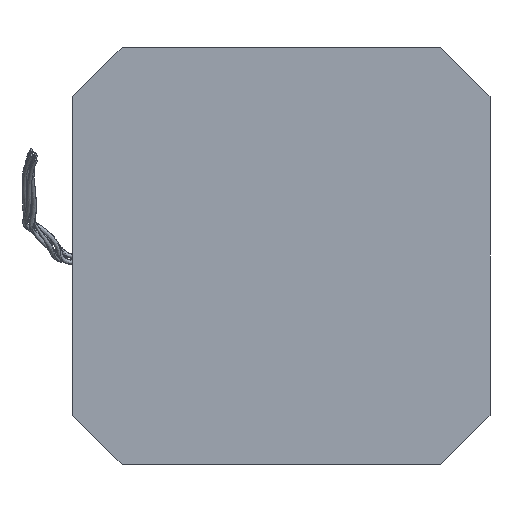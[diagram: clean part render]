
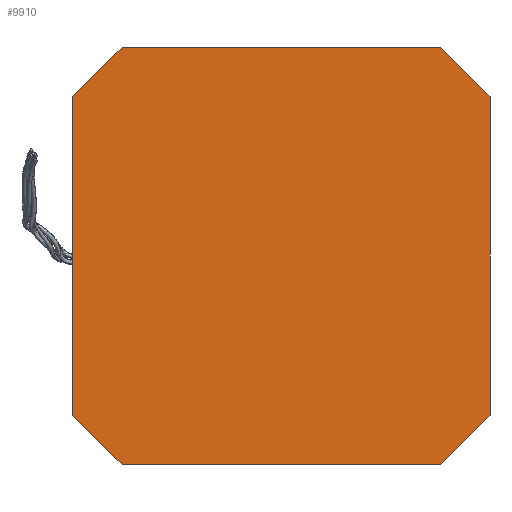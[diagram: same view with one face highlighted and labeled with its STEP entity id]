
A CAD part, left-side view. The second image highlights one B-rep face of the part: STEP entity #9910.
In plain terms, the highlighted planar face has unit normal (-1, 0, 0).
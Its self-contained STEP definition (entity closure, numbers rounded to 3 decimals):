
#128 = LINE ( 'NONE', #5608, #9782 ) ;
#335 = DIRECTION ( 'NONE',  ( 0., -0.707, 0.707 ) ) ;
#388 = ORIENTED_EDGE ( 'NONE', *, *, #3906, .F. ) ;
#487 = CARTESIAN_POINT ( 'NONE',  ( 0., 21.15, 16.15 ) ) ;
#588 = VERTEX_POINT ( 'NONE', #11275 ) ;
#768 = DIRECTION ( 'NONE',  ( 0., -0.707, -0.707 ) ) ;
#839 = CARTESIAN_POINT ( 'NONE',  ( 0., -21.15, 16.15 ) ) ;
#1134 = CARTESIAN_POINT ( 'NONE',  ( 0., 0., 0. ) ) ;
#1683 = ORIENTED_EDGE ( 'NONE', *, *, #4145, .F. ) ;
#1839 = LINE ( 'NONE', #7977, #3067 ) ;
#2782 = VERTEX_POINT ( 'NONE', #487 ) ;
#2951 = DIRECTION ( 'NONE',  ( 0., 0.707, -0.707 ) ) ;
#3067 = VECTOR ( 'NONE', #768, 1000. ) ;
#3155 = CARTESIAN_POINT ( 'NONE',  ( 0., -21.15, -16.15 ) ) ;
#3255 = LINE ( 'NONE', #9743, #4100 ) ;
#3535 = EDGE_CURVE ( 'NONE', #4211, #6102, #6081, .T. ) ;
#3564 = VECTOR ( 'NONE', #2951, 1000. ) ;
#3657 = LINE ( 'NONE', #11202, #13542 ) ;
#3846 = CARTESIAN_POINT ( 'NONE',  ( 0., -16.15, 21.15 ) ) ;
#3906 = EDGE_CURVE ( 'NONE', #8515, #8292, #3657, .T. ) ;
#4008 = ORIENTED_EDGE ( 'NONE', *, *, #9453, .F. ) ;
#4100 = VECTOR ( 'NONE', #7503, 1000. ) ;
#4124 = ORIENTED_EDGE ( 'NONE', *, *, #13710, .F. ) ;
#4145 = EDGE_CURVE ( 'NONE', #10447, #4244, #7747, .T. ) ;
#4193 = ORIENTED_EDGE ( 'NONE', *, *, #3535, .F. ) ;
#4211 = VERTEX_POINT ( 'NONE', #12288 ) ;
#4228 = AXIS2_PLACEMENT_3D ( 'NONE', #1134, #9669, #7568 ) ;
#4244 = VERTEX_POINT ( 'NONE', #3846 ) ;
#4687 = CARTESIAN_POINT ( 'NONE',  ( 0., 21.15, 16.15 ) ) ;
#4797 = EDGE_CURVE ( 'NONE', #8292, #2782, #5355, .T. ) ;
#5138 = DIRECTION ( 'NONE',  ( 0., 0., -1. ) ) ;
#5218 = FACE_OUTER_BOUND ( 'NONE', #12986, .T. ) ;
#5355 = LINE ( 'NONE', #4687, #11305 ) ;
#5608 = CARTESIAN_POINT ( 'NONE',  ( 0., 16.15, 21.15 ) ) ;
#6081 = LINE ( 'NONE', #3155, #3564 ) ;
#6102 = VERTEX_POINT ( 'NONE', #9525 ) ;
#6920 = EDGE_CURVE ( 'NONE', #4244, #588, #1839, .T. ) ;
#7503 = DIRECTION ( 'NONE',  ( 0., 1., 0. ) ) ;
#7568 = DIRECTION ( 'NONE',  ( 0., 0., 1. ) ) ;
#7723 = VECTOR ( 'NONE', #12010, 1000. ) ;
#7747 = LINE ( 'NONE', #7892, #7723 ) ;
#7892 = CARTESIAN_POINT ( 'NONE',  ( 0., 16.15, 21.15 ) ) ;
#7977 = CARTESIAN_POINT ( 'NONE',  ( 0., -16.15, 21.15 ) ) ;
#8095 = ORIENTED_EDGE ( 'NONE', *, *, #4797, .F. ) ;
#8292 = VERTEX_POINT ( 'NONE', #10512 ) ;
#8515 = VERTEX_POINT ( 'NONE', #12621 ) ;
#9244 = LINE ( 'NONE', #839, #10493 ) ;
#9453 = EDGE_CURVE ( 'NONE', #2782, #10447, #128, .T. ) ;
#9525 = CARTESIAN_POINT ( 'NONE',  ( 0., -16.15, -21.15 ) ) ;
#9605 = DIRECTION ( 'NONE',  ( 0., 0., 1. ) ) ;
#9669 = DIRECTION ( 'NONE',  ( -1., 0., 0. ) ) ;
#9713 = ORIENTED_EDGE ( 'NONE', *, *, #12629, .F. ) ;
#9743 = CARTESIAN_POINT ( 'NONE',  ( 0., 16.15, -21.15 ) ) ;
#9782 = VECTOR ( 'NONE', #335, 1000. ) ;
#9910 = ADVANCED_FACE ( 'NONE', ( #5218 ), #12782, .T. ) ;
#10156 = DIRECTION ( 'NONE',  ( 0., 0.707, 0.707 ) ) ;
#10447 = VERTEX_POINT ( 'NONE', #13149 ) ;
#10493 = VECTOR ( 'NONE', #5138, 1000. ) ;
#10512 = CARTESIAN_POINT ( 'NONE',  ( 0., 21.15, -16.15 ) ) ;
#10866 = ORIENTED_EDGE ( 'NONE', *, *, #6920, .F. ) ;
#11202 = CARTESIAN_POINT ( 'NONE',  ( 0., 21.15, -16.15 ) ) ;
#11275 = CARTESIAN_POINT ( 'NONE',  ( 0., -21.15, 16.15 ) ) ;
#11305 = VECTOR ( 'NONE', #9605, 1000. ) ;
#12010 = DIRECTION ( 'NONE',  ( 0., -1., 0. ) ) ;
#12288 = CARTESIAN_POINT ( 'NONE',  ( 0., -21.15, -16.15 ) ) ;
#12621 = CARTESIAN_POINT ( 'NONE',  ( 0., 16.15, -21.15 ) ) ;
#12629 = EDGE_CURVE ( 'NONE', #588, #4211, #9244, .T. ) ;
#12782 = PLANE ( 'NONE',  #4228 ) ;
#12986 = EDGE_LOOP ( 'NONE', ( #8095, #388, #4124, #4193, #9713, #10866, #1683, #4008 ) ) ;
#13149 = CARTESIAN_POINT ( 'NONE',  ( 0., 16.15, 21.15 ) ) ;
#13542 = VECTOR ( 'NONE', #10156, 1000. ) ;
#13710 = EDGE_CURVE ( 'NONE', #6102, #8515, #3255, .T. ) ;
